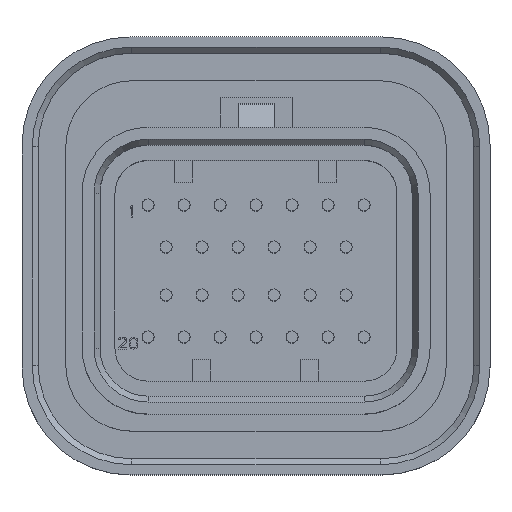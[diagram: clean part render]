
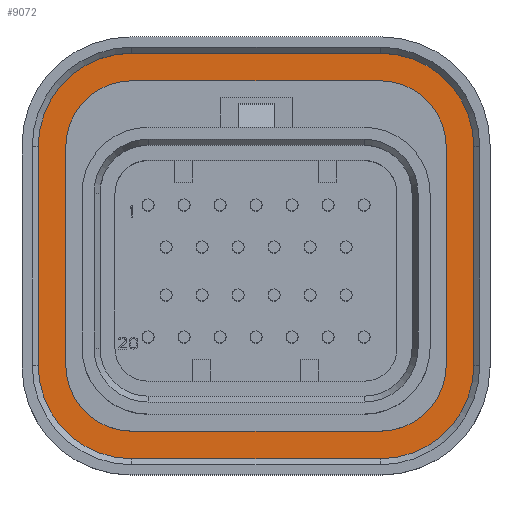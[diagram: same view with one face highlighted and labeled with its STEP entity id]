
A CAD part, top view. The second image highlights one B-rep face of the part: STEP entity #9072.
In plain terms, the highlighted planar face has unit normal (0, 0, 1).
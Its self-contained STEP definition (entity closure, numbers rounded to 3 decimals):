
#2919=CARTESIAN_POINT('',(-10.35,10.35,4.3));
#2920=DIRECTION('',(0.,0.,1.));
#2921=DIRECTION('',(0.,1.,0.));
#2922=AXIS2_PLACEMENT_3D('',#2919,#2920,#2921);
#2924=DIRECTION('',(-1.,0.,0.));
#2925=VECTOR('',#2924,20.7);
#2926=CARTESIAN_POINT('',(10.35,18.15,4.3));
#2927=LINE('',#2926,#2925);
#2928=CARTESIAN_POINT('',(10.35,10.35,4.3));
#2929=DIRECTION('',(0.,0.,1.));
#2930=DIRECTION('',(1.,0.,0.));
#2931=AXIS2_PLACEMENT_3D('',#2928,#2929,#2930);
#2933=DIRECTION('',(0.,1.,0.));
#2934=VECTOR('',#2933,18.2);
#2935=CARTESIAN_POINT('',(18.15,-7.85,4.3));
#2936=LINE('',#2935,#2934);
#2937=CARTESIAN_POINT('',(10.35,-7.85,4.3));
#2938=DIRECTION('',(0.,0.,1.));
#2939=DIRECTION('',(0.,-1.,0.));
#2940=AXIS2_PLACEMENT_3D('',#2937,#2938,#2939);
#2942=DIRECTION('',(1.,0.,0.));
#2943=VECTOR('',#2942,20.7);
#2944=CARTESIAN_POINT('',(-10.35,-15.65,4.3));
#2945=LINE('',#2944,#2943);
#2946=CARTESIAN_POINT('',(-10.35,-7.85,4.3));
#2947=DIRECTION('',(0.,0.,1.));
#2948=DIRECTION('',(-1.,0.,0.));
#2949=AXIS2_PLACEMENT_3D('',#2946,#2947,#2948);
#2951=DIRECTION('',(0.,-1.,0.));
#2952=VECTOR('',#2951,18.2);
#2953=CARTESIAN_POINT('',(-18.15,10.35,4.3));
#2954=LINE('',#2953,#2952);
#2955=DIRECTION('',(1.,0.,0.));
#2956=VECTOR('',#2955,20.7);
#2957=CARTESIAN_POINT('',(-10.35,15.85,4.3));
#2958=LINE('',#2957,#2956);
#2959=CARTESIAN_POINT('',(-10.35,10.35,4.3));
#2960=DIRECTION('',(0.,0.,-1.));
#2961=DIRECTION('',(-1.,0.,0.));
#2962=AXIS2_PLACEMENT_3D('',#2959,#2960,#2961);
#2964=DIRECTION('',(0.,1.,0.));
#2965=VECTOR('',#2964,18.2);
#2966=CARTESIAN_POINT('',(-15.85,-7.85,4.3));
#2967=LINE('',#2966,#2965);
#2968=CARTESIAN_POINT('',(-10.35,-7.85,4.3));
#2969=DIRECTION('',(0.,0.,-1.));
#2970=DIRECTION('',(0.,-1.,0.));
#2971=AXIS2_PLACEMENT_3D('',#2968,#2969,#2970);
#2973=DIRECTION('',(-1.,0.,0.));
#2974=VECTOR('',#2973,20.7);
#2975=CARTESIAN_POINT('',(10.35,-13.35,4.3));
#2976=LINE('',#2975,#2974);
#2977=CARTESIAN_POINT('',(10.35,-7.85,4.3));
#2978=DIRECTION('',(0.,0.,-1.));
#2979=DIRECTION('',(1.,0.,0.));
#2980=AXIS2_PLACEMENT_3D('',#2977,#2978,#2979);
#2982=DIRECTION('',(0.,-1.,0.));
#2983=VECTOR('',#2982,18.2);
#2984=CARTESIAN_POINT('',(15.85,10.35,4.3));
#2985=LINE('',#2984,#2983);
#2986=CARTESIAN_POINT('',(10.35,10.35,4.3));
#2987=DIRECTION('',(0.,0.,-1.));
#2988=DIRECTION('',(0.,1.,0.));
#2989=AXIS2_PLACEMENT_3D('',#2986,#2987,#2988);
#3969=CARTESIAN_POINT('',(-10.35,18.15,4.3));
#3970=CARTESIAN_POINT('',(-18.15,10.35,4.3));
#3971=VERTEX_POINT('',#3969);
#3972=VERTEX_POINT('',#3970);
#3973=CARTESIAN_POINT('',(-18.15,-7.85,4.3));
#3974=VERTEX_POINT('',#3973);
#3975=CARTESIAN_POINT('',(-10.35,-15.65,4.3));
#3976=VERTEX_POINT('',#3975);
#3977=CARTESIAN_POINT('',(10.35,-15.65,4.3));
#3978=VERTEX_POINT('',#3977);
#3979=CARTESIAN_POINT('',(18.15,-7.85,4.3));
#3980=VERTEX_POINT('',#3979);
#3981=CARTESIAN_POINT('',(18.15,10.35,4.3));
#3982=VERTEX_POINT('',#3981);
#3983=CARTESIAN_POINT('',(10.35,18.15,4.3));
#3984=VERTEX_POINT('',#3983);
#3985=CARTESIAN_POINT('',(-10.35,15.85,4.3));
#3986=CARTESIAN_POINT('',(10.35,15.85,4.3));
#3987=VERTEX_POINT('',#3985);
#3988=VERTEX_POINT('',#3986);
#3989=CARTESIAN_POINT('',(15.85,10.35,4.3));
#3990=VERTEX_POINT('',#3989);
#3991=CARTESIAN_POINT('',(15.85,-7.85,4.3));
#3992=VERTEX_POINT('',#3991);
#3993=CARTESIAN_POINT('',(10.35,-13.35,4.3));
#3994=VERTEX_POINT('',#3993);
#3995=CARTESIAN_POINT('',(-10.35,-13.35,4.3));
#3996=VERTEX_POINT('',#3995);
#3997=CARTESIAN_POINT('',(-15.85,-7.85,4.3));
#3998=VERTEX_POINT('',#3997);
#3999=CARTESIAN_POINT('',(-15.85,10.35,4.3));
#4000=VERTEX_POINT('',#3999);
#9039=CARTESIAN_POINT('',(14.5,-6.45,4.3));
#9040=DIRECTION('',(0.,0.,1.));
#9041=DIRECTION('',(1.,0.,0.));
#9042=AXIS2_PLACEMENT_3D('',#9039,#9040,#9041);
#9043=PLANE('',#9042);
#9045=ORIENTED_EDGE('',*,*,#9044,.F.);
#9047=ORIENTED_EDGE('',*,*,#9046,.F.);
#9049=ORIENTED_EDGE('',*,*,#9048,.F.);
#9051=ORIENTED_EDGE('',*,*,#9050,.F.);
#9053=ORIENTED_EDGE('',*,*,#9052,.F.);
#9055=ORIENTED_EDGE('',*,*,#9054,.F.);
#9057=ORIENTED_EDGE('',*,*,#9056,.F.);
#9059=ORIENTED_EDGE('',*,*,#9058,.F.);
#9060=EDGE_LOOP('',(#9045,#9047,#9049,#9051,#9053,#9055,#9057,#9059));
#9061=FACE_OUTER_BOUND('',#9060,.F.);
#9062=ORIENTED_EDGE('',*,*,#8935,.F.);
#9063=ORIENTED_EDGE('',*,*,#8950,.F.);
#9064=ORIENTED_EDGE('',*,*,#8964,.F.);
#9065=ORIENTED_EDGE('',*,*,#8978,.F.);
#9066=ORIENTED_EDGE('',*,*,#8992,.F.);
#9067=ORIENTED_EDGE('',*,*,#9006,.F.);
#9068=ORIENTED_EDGE('',*,*,#9020,.F.);
#9069=ORIENTED_EDGE('',*,*,#9033,.F.);
#9070=EDGE_LOOP('',(#9062,#9063,#9064,#9065,#9066,#9067,#9068,#9069));
#9071=FACE_BOUND('',#9070,.F.);
#2923=CIRCLE('',#2922,7.8);
#2932=CIRCLE('',#2931,7.8);
#2941=CIRCLE('',#2940,7.8);
#2950=CIRCLE('',#2949,7.8);
#2963=CIRCLE('',#2962,5.5);
#2972=CIRCLE('',#2971,5.5);
#2981=CIRCLE('',#2980,5.5);
#2990=CIRCLE('',#2989,5.5);
#8935=EDGE_CURVE('',#3987,#3988,#2958,.T.);
#8950=EDGE_CURVE('',#4000,#3987,#2963,.T.);
#8964=EDGE_CURVE('',#3998,#4000,#2967,.T.);
#8978=EDGE_CURVE('',#3996,#3998,#2972,.T.);
#8992=EDGE_CURVE('',#3994,#3996,#2976,.T.);
#9006=EDGE_CURVE('',#3992,#3994,#2981,.T.);
#9020=EDGE_CURVE('',#3990,#3992,#2985,.T.);
#9033=EDGE_CURVE('',#3988,#3990,#2990,.T.);
#9044=EDGE_CURVE('',#3971,#3972,#2923,.T.);
#9046=EDGE_CURVE('',#3984,#3971,#2927,.T.);
#9048=EDGE_CURVE('',#3982,#3984,#2932,.T.);
#9050=EDGE_CURVE('',#3980,#3982,#2936,.T.);
#9052=EDGE_CURVE('',#3978,#3980,#2941,.T.);
#9054=EDGE_CURVE('',#3976,#3978,#2945,.T.);
#9056=EDGE_CURVE('',#3974,#3976,#2950,.T.);
#9058=EDGE_CURVE('',#3972,#3974,#2954,.T.);
#9072=ADVANCED_FACE('',(#9061,#9071),#9043,.T.);
